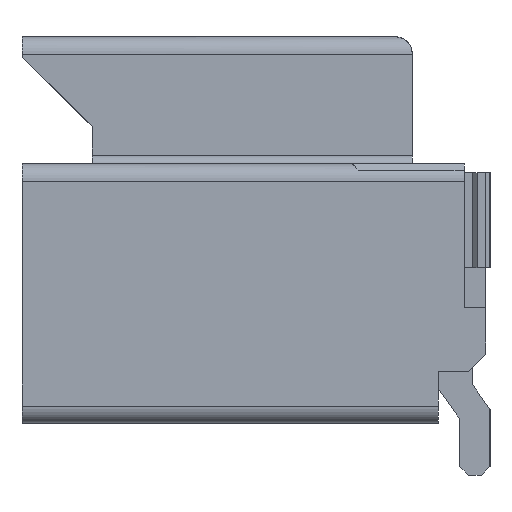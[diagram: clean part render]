
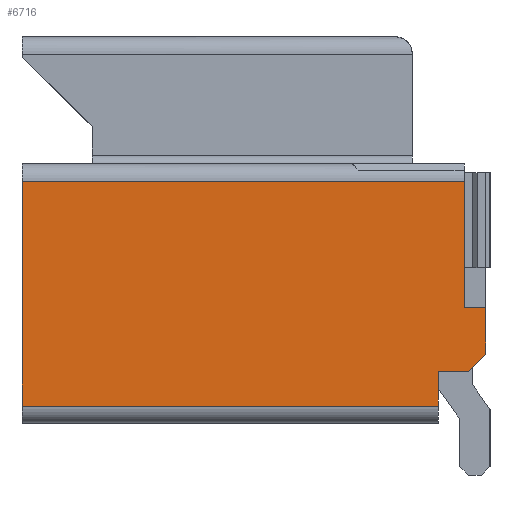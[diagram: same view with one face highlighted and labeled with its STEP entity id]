
A CAD part, left-side view. The second image highlights one B-rep face of the part: STEP entity #6716.
In plain terms, the highlighted planar face has unit normal (-1, 0, 0).
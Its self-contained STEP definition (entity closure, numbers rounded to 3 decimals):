
#1158 = VERTEX_POINT('',#1159);
#1159 = CARTESIAN_POINT('',(-6.5,-2.125,-0.91));
#1257 = VERTEX_POINT('',#1258);
#1258 = CARTESIAN_POINT('',(-6.5,-2.125,-1.31));
#1265 = EDGE_CURVE('',#1257,#1158,#1266,.T.);
#1266 = LINE('',#1267,#1268);
#1267 = CARTESIAN_POINT('',(-6.5,-2.125,-1.31));
#1268 = VECTOR('',#1269,1.);
#1269 = DIRECTION('',(0.,0.,1.));
#2847 = VERTEX_POINT('',#2848);
#2848 = CARTESIAN_POINT('',(-6.5,-2.675,-0.71));
#2854 = EDGE_CURVE('',#2847,#2855,#2857,.T.);
#2855 = VERTEX_POINT('',#2856);
#2856 = CARTESIAN_POINT('',(-6.5,-2.675,-0.17));
#2857 = LINE('',#2858,#2859);
#2858 = CARTESIAN_POINT('',(-6.5,-2.675,-0.71));
#2859 = VECTOR('',#2860,1.);
#2860 = DIRECTION('',(0.,0.,1.));
#3369 = VERTEX_POINT('',#3370);
#3370 = CARTESIAN_POINT('',(-6.5,-2.425,-0.17));
#3376 = EDGE_CURVE('',#3377,#3369,#3379,.T.);
#3377 = VERTEX_POINT('',#3378);
#3378 = CARTESIAN_POINT('',(-6.5,-2.425,1.29));
#3379 = LINE('',#3380,#3381);
#3380 = CARTESIAN_POINT('',(-6.5,-2.425,1.29));
#3381 = VECTOR('',#3382,1.);
#3382 = DIRECTION('',(0.,0.,-1.));
#5699 = VERTEX_POINT('',#5700);
#5700 = CARTESIAN_POINT('',(-6.5,2.685,1.29));
#5707 = EDGE_CURVE('',#5708,#5699,#5710,.T.);
#5708 = VERTEX_POINT('',#5709);
#5709 = CARTESIAN_POINT('',(-6.5,2.685,-1.31));
#5710 = LINE('',#5711,#5712);
#5711 = CARTESIAN_POINT('',(-6.5,2.685,-1.31));
#5712 = VECTOR('',#5713,1.);
#5713 = DIRECTION('',(0.,0.,1.));
#6333 = EDGE_CURVE('',#3377,#5699,#6334,.T.);
#6334 = LINE('',#6335,#6336);
#6335 = CARTESIAN_POINT('',(-6.5,-2.425,1.29));
#6336 = VECTOR('',#6337,1.);
#6337 = DIRECTION('',(0.,1.,0.));
#6703 = EDGE_CURVE('',#1257,#5708,#6704,.T.);
#6704 = LINE('',#6705,#6706);
#6705 = CARTESIAN_POINT('',(-6.5,-2.125,-1.31));
#6706 = VECTOR('',#6707,1.);
#6707 = DIRECTION('',(0.,1.,0.));
#6716 = ADVANCED_FACE('',(#6717),#6745,.T.);
#6717 = FACE_BOUND('',#6718,.F.);
#6718 = EDGE_LOOP('',(#6719,#6720,#6726,#6727,#6735,#6741,#6742,#6743,
    #6744));
#6719 = ORIENTED_EDGE('',*,*,#3376,.T.);
#6720 = ORIENTED_EDGE('',*,*,#6721,.F.);
#6721 = EDGE_CURVE('',#2855,#3369,#6722,.T.);
#6722 = LINE('',#6723,#6724);
#6723 = CARTESIAN_POINT('',(-6.5,-2.675,-0.17));
#6724 = VECTOR('',#6725,1.);
#6725 = DIRECTION('',(0.,1.,0.));
#6726 = ORIENTED_EDGE('',*,*,#2854,.F.);
#6727 = ORIENTED_EDGE('',*,*,#6728,.T.);
#6728 = EDGE_CURVE('',#2847,#6729,#6731,.T.);
#6729 = VERTEX_POINT('',#6730);
#6730 = CARTESIAN_POINT('',(-6.5,-2.475,-0.91));
#6731 = LINE('',#6732,#6733);
#6732 = CARTESIAN_POINT('',(-6.5,-2.675,-0.71));
#6733 = VECTOR('',#6734,1.);
#6734 = DIRECTION('',(0.,0.707,-0.707));
#6735 = ORIENTED_EDGE('',*,*,#6736,.T.);
#6736 = EDGE_CURVE('',#6729,#1158,#6737,.T.);
#6737 = LINE('',#6738,#6739);
#6738 = CARTESIAN_POINT('',(-6.5,-2.475,-0.91));
#6739 = VECTOR('',#6740,1.);
#6740 = DIRECTION('',(0.,1.,0.));
#6741 = ORIENTED_EDGE('',*,*,#1265,.F.);
#6742 = ORIENTED_EDGE('',*,*,#6703,.T.);
#6743 = ORIENTED_EDGE('',*,*,#5707,.T.);
#6744 = ORIENTED_EDGE('',*,*,#6333,.F.);
#6745 = PLANE('',#6746);
#6746 = AXIS2_PLACEMENT_3D('',#6747,#6748,#6749);
#6747 = CARTESIAN_POINT('',(-6.5,-2.675,-1.31));
#6748 = DIRECTION('',(-1.,0.,0.));
#6749 = DIRECTION('',(0.,0.,1.));
